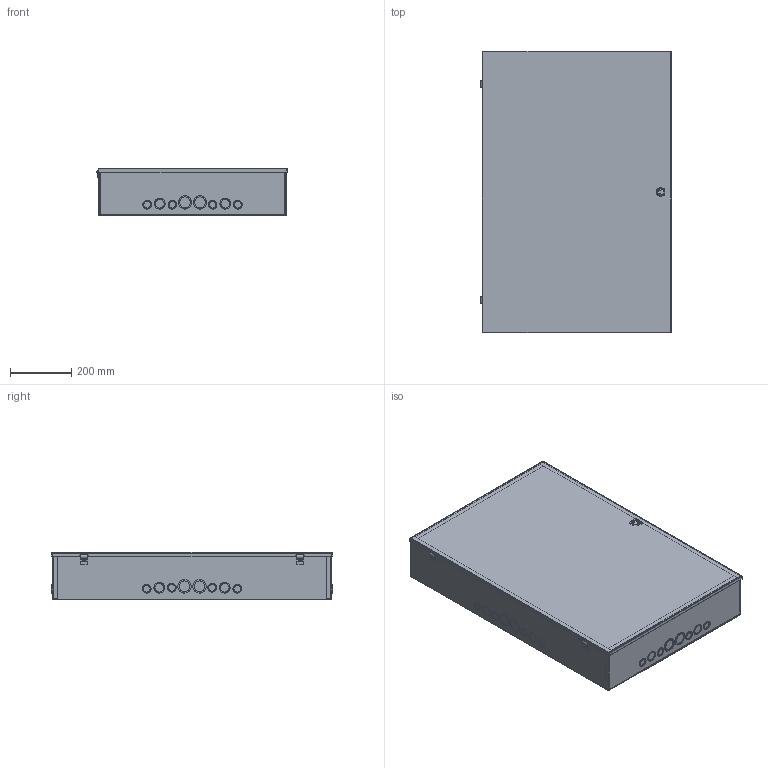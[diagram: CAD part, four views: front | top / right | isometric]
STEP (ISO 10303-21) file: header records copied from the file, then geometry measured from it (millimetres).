
FILE_DESCRIPTION(/* description */ ('SC, BLR, 36X24X6'),/* implementation_level */ '2;1');
FILE_NAME(/* name */ 'A243606.stp',/* time_stamp */ '2015-02-18T15:53:30+05:00',/* author */ ('ps'),/* organization */ (''),/* preprocessor_version */ 'ST-DEVELOPER v15.2',/* originating_system */ 'Autodesk Inventor 2014',/* authorisation */ '');
FILE_SCHEMA (('AUTOMOTIVE_DESIGN { 1 0 10303 214 3 1 1 }'));
Length unit declared in the file: inch
Products named in the file (7): A243606BLR; A2406TB; A2436LFA; 31816; 372177; 35010; A243606
Bounding box: 623.39 x 922.31 x 156.21 mm (x, y, z)
Volume: 2999549.2 mm3; surface area: 3424911.1 mm2
Topology: 38 solids, 44 shells, 1284 faces, 3058 edges, 1922 vertices
Faces by surface type: plane 938, cylinder 281, bspline 26, cone 21, torus 14, sphere 4
Full cylindrical faces by diameter (mm): 3.556 x2, 4.166 x2, 7.144 x4, 9.754 x2
Entity records: 29428 total; most frequent: CARTESIAN_POINT 6034, ORIENTED_EDGE 4790, DIRECTION 4475, EDGE_CURVE 2251, LINE 1771, VECTOR 1771, VERTEX_POINT 1419, AXIS2_PLACEMENT_3D 1352
